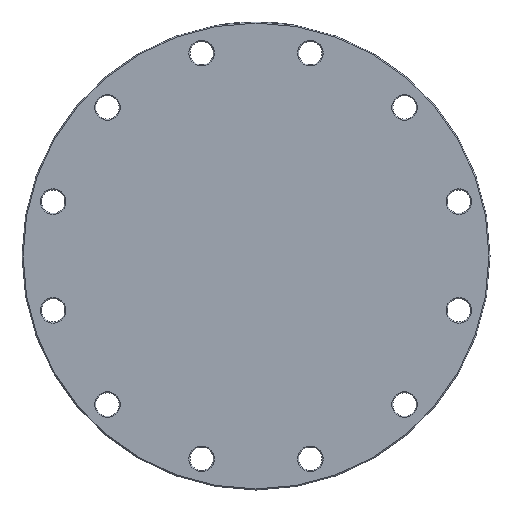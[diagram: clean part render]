
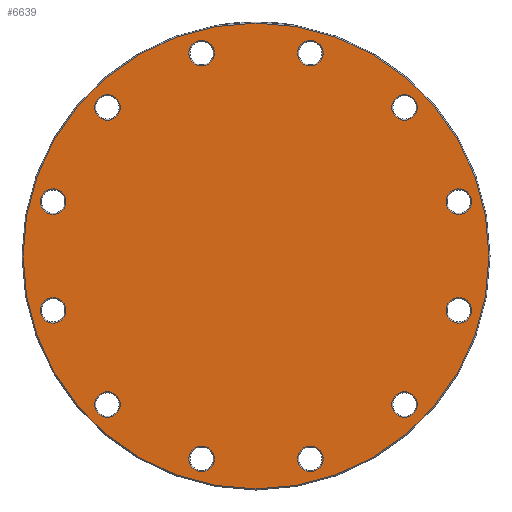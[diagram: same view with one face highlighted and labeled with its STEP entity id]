
A CAD part, left-side view. The second image highlights one B-rep face of the part: STEP entity #6639.
In plain terms, the highlighted planar face has unit normal (-1, 0, 0).
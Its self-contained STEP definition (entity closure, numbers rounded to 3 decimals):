
#4 = VERTEX_POINT ( 'NONE', #3684 ) ;
#198 = DIRECTION ( 'NONE',  ( 0., 0., -1. ) ) ;
#244 = VERTEX_POINT ( 'NONE', #1888 ) ;
#255 = CARTESIAN_POINT ( 'NONE',  ( 0., 190.77, 51.117 ) ) ;
#283 = CARTESIAN_POINT ( 'NONE',  ( 0., 0., -219. ) ) ;
#292 = PLANE ( 'NONE',  #4184 ) ;
#307 = DIRECTION ( 'NONE',  ( 0., 0., -1. ) ) ;
#367 = FACE_BOUND ( 'NONE', #4205, .T. ) ;
#427 = EDGE_LOOP ( 'NONE', ( #2947 ) ) ;
#428 = CIRCLE ( 'NONE', #4327, 12. ) ;
#455 = DIRECTION ( 'NONE',  ( 0., 0., -1. ) ) ;
#501 = AXIS2_PLACEMENT_3D ( 'NONE', #5572, #5963, #198 ) ;
#557 = CARTESIAN_POINT ( 'NONE',  ( 0., 190.77, -51.117 ) ) ;
#743 = DIRECTION ( 'NONE',  ( 1., 0., 0. ) ) ;
#770 = CARTESIAN_POINT ( 'NONE',  ( 0., 190.77, 39.117 ) ) ;
#814 = CARTESIAN_POINT ( 'NONE',  ( 0., 0., 0. ) ) ;
#890 = FACE_BOUND ( 'NONE', #2756, .T. ) ;
#1073 = VERTEX_POINT ( 'NONE', #3154 ) ;
#1116 = DIRECTION ( 'NONE',  ( 0., 0., -1. ) ) ;
#1118 = EDGE_CURVE ( 'NONE', #2418, #2418, #4458, .T. ) ;
#1119 = EDGE_CURVE ( 'NONE', #5138, #5138, #2810, .T. ) ;
#1281 = ORIENTED_EDGE ( 'NONE', *, *, #1646, .T. ) ;
#1350 = CARTESIAN_POINT ( 'NONE',  ( 0., 139.654, 139.654 ) ) ;
#1370 = FACE_BOUND ( 'NONE', #5069, .T. ) ;
#1495 = CIRCLE ( 'NONE', #6739, 12. ) ;
#1500 = CARTESIAN_POINT ( 'NONE',  ( 0., -51.117, -190.77 ) ) ;
#1590 = AXIS2_PLACEMENT_3D ( 'NONE', #557, #6340, #2050 ) ;
#1608 = EDGE_LOOP ( 'NONE', ( #2688 ) ) ;
#1638 = DIRECTION ( 'NONE',  ( 0., 0., -1. ) ) ;
#1646 = EDGE_CURVE ( 'NONE', #244, #244, #4049, .T. ) ;
#1661 = DIRECTION ( 'NONE',  ( 1., 0., 0. ) ) ;
#1695 = EDGE_LOOP ( 'NONE', ( #2715 ) ) ;
#1800 = CIRCLE ( 'NONE', #501, 12. ) ;
#1862 = DIRECTION ( 'NONE',  ( 0., 0., -1. ) ) ;
#1881 = ORIENTED_EDGE ( 'NONE', *, *, #2287, .T. ) ;
#1888 = CARTESIAN_POINT ( 'NONE',  ( 0., -51.117, 178.77 ) ) ;
#1951 = EDGE_LOOP ( 'NONE', ( #2417 ) ) ;
#1966 = VERTEX_POINT ( 'NONE', #3992 ) ;
#2023 = DIRECTION ( 'NONE',  ( 1., 0., 0. ) ) ;
#2040 = VERTEX_POINT ( 'NONE', #4210 ) ;
#2050 = DIRECTION ( 'NONE',  ( 0., 0., -1. ) ) ;
#2054 = CIRCLE ( 'NONE', #2939, 12. ) ;
#2072 = AXIS2_PLACEMENT_3D ( 'NONE', #4801, #2148, #3764 ) ;
#2099 = ORIENTED_EDGE ( 'NONE', *, *, #2804, .T. ) ;
#2103 = CARTESIAN_POINT ( 'NONE',  ( 0., 139.654, 127.654 ) ) ;
#2148 = DIRECTION ( 'NONE',  ( 1., 0., 0. ) ) ;
#2164 = VERTEX_POINT ( 'NONE', #2103 ) ;
#2287 = EDGE_CURVE ( 'NONE', #1966, #1966, #1800, .T. ) ;
#2360 = CARTESIAN_POINT ( 'NONE',  ( 0., 0., 0. ) ) ;
#2417 = ORIENTED_EDGE ( 'NONE', *, *, #2848, .T. ) ;
#2418 = VERTEX_POINT ( 'NONE', #283 ) ;
#2421 = EDGE_LOOP ( 'NONE', ( #1281 ) ) ;
#2464 = DIRECTION ( 'NONE',  ( 0., 0., -1. ) ) ;
#2594 = CARTESIAN_POINT ( 'NONE',  ( 0., 190.77, -63.117 ) ) ;
#2621 = ORIENTED_EDGE ( 'NONE', *, *, #3320, .T. ) ;
#2688 = ORIENTED_EDGE ( 'NONE', *, *, #5312, .T. ) ;
#2692 = VERTEX_POINT ( 'NONE', #4756 ) ;
#2715 = ORIENTED_EDGE ( 'NONE', *, *, #1119, .T. ) ;
#2718 = CIRCLE ( 'NONE', #5953, 12. ) ;
#2732 = EDGE_LOOP ( 'NONE', ( #2750 ) ) ;
#2750 = ORIENTED_EDGE ( 'NONE', *, *, #3441, .T. ) ;
#2756 = EDGE_LOOP ( 'NONE', ( #1881 ) ) ;
#2804 = EDGE_CURVE ( 'NONE', #3505, #3505, #5071, .T. ) ;
#2810 = CIRCLE ( 'NONE', #4377, 12. ) ;
#2848 = EDGE_CURVE ( 'NONE', #5101, #5101, #3338, .T. ) ;
#2904 = CARTESIAN_POINT ( 'NONE',  ( 0., -51.117, 190.77 ) ) ;
#2939 = AXIS2_PLACEMENT_3D ( 'NONE', #6781, #4056, #3497 ) ;
#2947 = ORIENTED_EDGE ( 'NONE', *, *, #1118, .T. ) ;
#2977 = CARTESIAN_POINT ( 'NONE',  ( 0., 139.654, -151.654 ) ) ;
#3015 = EDGE_LOOP ( 'NONE', ( #2621 ) ) ;
#3027 = FACE_BOUND ( 'NONE', #3590, .T. ) ;
#3029 = DIRECTION ( 'NONE',  ( -1., 0., 0. ) ) ;
#3089 = VERTEX_POINT ( 'NONE', #2594 ) ;
#3133 = EDGE_LOOP ( 'NONE', ( #4794 ) ) ;
#3154 = CARTESIAN_POINT ( 'NONE',  ( 0., 51.117, -202.77 ) ) ;
#3320 = EDGE_CURVE ( 'NONE', #4, #4, #2718, .T. ) ;
#3338 = CIRCLE ( 'NONE', #4783, 12. ) ;
#3350 = CARTESIAN_POINT ( 'NONE',  ( 0., -190.77, 51.117 ) ) ;
#3401 = CIRCLE ( 'NONE', #6190, 12. ) ;
#3441 = EDGE_CURVE ( 'NONE', #2164, #2164, #1495, .T. ) ;
#3497 = DIRECTION ( 'NONE',  ( 0., 0., -1. ) ) ;
#3505 = VERTEX_POINT ( 'NONE', #2977 ) ;
#3515 = FACE_BOUND ( 'NONE', #1608, .T. ) ;
#3517 = DIRECTION ( 'NONE',  ( 1., 0., 0. ) ) ;
#3590 = EDGE_LOOP ( 'NONE', ( #3776 ) ) ;
#3684 = CARTESIAN_POINT ( 'NONE',  ( 0., -190.77, 39.117 ) ) ;
#3713 = CARTESIAN_POINT ( 'NONE',  ( 0., 51.117, 178.77 ) ) ;
#3764 = DIRECTION ( 'NONE',  ( 0., 0., -1. ) ) ;
#3776 = ORIENTED_EDGE ( 'NONE', *, *, #3830, .T. ) ;
#3795 = CARTESIAN_POINT ( 'NONE',  ( 0., -139.654, 139.654 ) ) ;
#3807 = DIRECTION ( 'NONE',  ( 0., 0., -1. ) ) ;
#3830 = EDGE_CURVE ( 'NONE', #1073, #1073, #5780, .T. ) ;
#3992 = CARTESIAN_POINT ( 'NONE',  ( 0., -139.654, -151.654 ) ) ;
#4049 = CIRCLE ( 'NONE', #5827, 12. ) ;
#4056 = DIRECTION ( 'NONE',  ( 1., 0., 0. ) ) ;
#4113 = FACE_BOUND ( 'NONE', #3133, .T. ) ;
#4179 = EDGE_CURVE ( 'NONE', #2692, #2692, #428, .T. ) ;
#4184 = AXIS2_PLACEMENT_3D ( 'NONE', #814, #5151, #1862 ) ;
#4205 = EDGE_LOOP ( 'NONE', ( #2099 ) ) ;
#4210 = CARTESIAN_POINT ( 'NONE',  ( 0., -51.117, -202.77 ) ) ;
#4327 = AXIS2_PLACEMENT_3D ( 'NONE', #5856, #2023, #6867 ) ;
#4377 = AXIS2_PLACEMENT_3D ( 'NONE', #255, #3517, #2464 ) ;
#4458 = CIRCLE ( 'NONE', #6487, 219. ) ;
#4563 = FACE_OUTER_BOUND ( 'NONE', #427, .T. ) ;
#4624 = CIRCLE ( 'NONE', #1590, 12. ) ;
#4637 = FACE_BOUND ( 'NONE', #1951, .T. ) ;
#4668 = ORIENTED_EDGE ( 'NONE', *, *, #5236, .T. ) ;
#4675 = FACE_BOUND ( 'NONE', #4995, .T. ) ;
#4752 = DIRECTION ( 'NONE',  ( 1., 0., 0. ) ) ;
#4756 = CARTESIAN_POINT ( 'NONE',  ( 0., -190.77, -63.117 ) ) ;
#4783 = AXIS2_PLACEMENT_3D ( 'NONE', #3795, #743, #1116 ) ;
#4794 = ORIENTED_EDGE ( 'NONE', *, *, #4179, .T. ) ;
#4801 = CARTESIAN_POINT ( 'NONE',  ( 0., 139.654, -139.654 ) ) ;
#4856 = DIRECTION ( 'NONE',  ( 1., 0., 0. ) ) ;
#4877 = ORIENTED_EDGE ( 'NONE', *, *, #6825, .T. ) ;
#4995 = EDGE_LOOP ( 'NONE', ( #4668 ) ) ;
#5069 = EDGE_LOOP ( 'NONE', ( #4877 ) ) ;
#5071 = CIRCLE ( 'NONE', #2072, 12. ) ;
#5097 = DIRECTION ( 'NONE',  ( 1., 0., 0. ) ) ;
#5101 = VERTEX_POINT ( 'NONE', #6228 ) ;
#5113 = DIRECTION ( 'NONE',  ( 0., 0., -1. ) ) ;
#5138 = VERTEX_POINT ( 'NONE', #770 ) ;
#5151 = DIRECTION ( 'NONE',  ( 1., 0., 0. ) ) ;
#5160 = CARTESIAN_POINT ( 'NONE',  ( 0., 51.117, -190.77 ) ) ;
#5215 = VERTEX_POINT ( 'NONE', #3713 ) ;
#5236 = EDGE_CURVE ( 'NONE', #5215, #5215, #2054, .T. ) ;
#5312 = EDGE_CURVE ( 'NONE', #2040, #2040, #3401, .T. ) ;
#5324 = AXIS2_PLACEMENT_3D ( 'NONE', #5160, #4856, #1638 ) ;
#5572 = CARTESIAN_POINT ( 'NONE',  ( 0., -139.654, -139.654 ) ) ;
#5600 = FACE_BOUND ( 'NONE', #2732, .T. ) ;
#5780 = CIRCLE ( 'NONE', #5324, 12. ) ;
#5827 = AXIS2_PLACEMENT_3D ( 'NONE', #2904, #5097, #6078 ) ;
#5856 = CARTESIAN_POINT ( 'NONE',  ( 0., -190.77, -51.117 ) ) ;
#5953 = AXIS2_PLACEMENT_3D ( 'NONE', #3350, #1661, #3807 ) ;
#5963 = DIRECTION ( 'NONE',  ( 1., 0., 0. ) ) ;
#6078 = DIRECTION ( 'NONE',  ( 0., 0., -1. ) ) ;
#6128 = FACE_BOUND ( 'NONE', #1695, .T. ) ;
#6190 = AXIS2_PLACEMENT_3D ( 'NONE', #1500, #4752, #455 ) ;
#6219 = DIRECTION ( 'NONE',  ( 1., 0., 0. ) ) ;
#6228 = CARTESIAN_POINT ( 'NONE',  ( 0., -139.654, 127.654 ) ) ;
#6340 = DIRECTION ( 'NONE',  ( 1., 0., 0. ) ) ;
#6487 = AXIS2_PLACEMENT_3D ( 'NONE', #2360, #3029, #5113 ) ;
#6639 = ADVANCED_FACE ( 'NONE', ( #6128, #5600, #4675, #6687, #4637, #6796, #4113, #890, #367, #3027, #3515, #4563, #1370 ), #292, .F. ) ;
#6687 = FACE_BOUND ( 'NONE', #2421, .T. ) ;
#6739 = AXIS2_PLACEMENT_3D ( 'NONE', #1350, #6219, #307 ) ;
#6781 = CARTESIAN_POINT ( 'NONE',  ( 0., 51.117, 190.77 ) ) ;
#6796 = FACE_BOUND ( 'NONE', #3015, .T. ) ;
#6825 = EDGE_CURVE ( 'NONE', #3089, #3089, #4624, .T. ) ;
#6867 = DIRECTION ( 'NONE',  ( 0., 0., -1. ) ) ;
